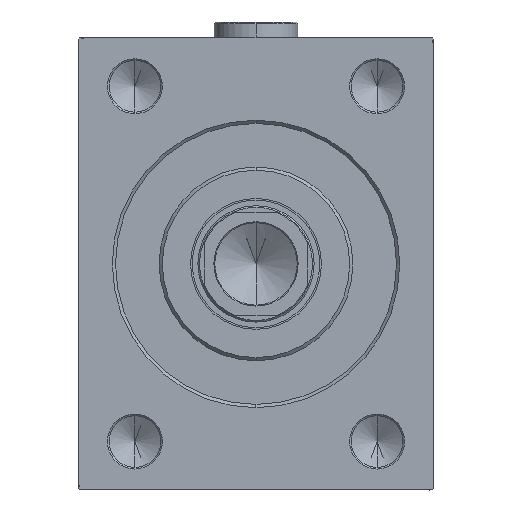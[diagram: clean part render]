
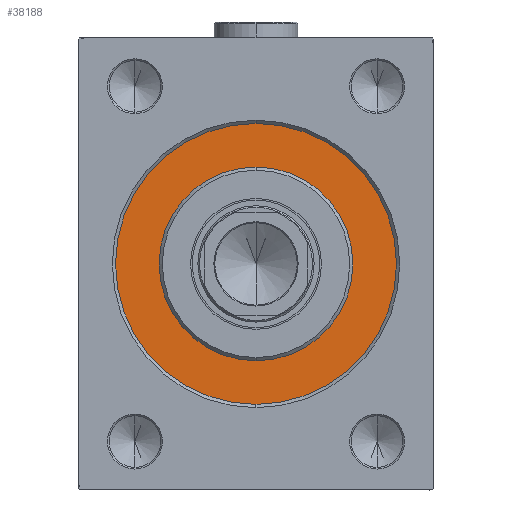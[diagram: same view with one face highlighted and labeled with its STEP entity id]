
A CAD part, left-side view. The second image highlights one B-rep face of the part: STEP entity #38188.
In plain terms, the highlighted face is planar.
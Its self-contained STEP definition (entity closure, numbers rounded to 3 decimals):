
#925 = CIRCLE ( 'NONE', #26655, 43.5 ) ;
#2512 = DIRECTION ( 'NONE',  ( 0., 0., 1. ) ) ;
#2778 = AXIS2_PLACEMENT_3D ( 'NONE', #8760, #34031, #2512 ) ;
#3023 = PLANE ( 'NONE',  #13659 ) ;
#4556 = VERTEX_POINT ( 'NONE', #8271 ) ;
#7169 = ORIENTED_EDGE ( 'NONE', *, *, #18246, .F. ) ;
#8271 = CARTESIAN_POINT ( 'NONE',  ( 0., 0., -30. ) ) ;
#8289 = VERTEX_POINT ( 'NONE', #32438 ) ;
#8760 = CARTESIAN_POINT ( 'NONE',  ( 0., 0., 0. ) ) ;
#9329 = CARTESIAN_POINT ( 'NONE',  ( 0., 0., 0. ) ) ;
#11231 = EDGE_LOOP ( 'NONE', ( #7169, #41477 ) ) ;
#11356 = EDGE_CURVE ( 'NONE', #4556, #8289, #34770, .T. ) ;
#11787 = EDGE_CURVE ( 'NONE', #40008, #40187, #925, .T. ) ;
#12167 = CARTESIAN_POINT ( 'NONE',  ( 0., 0., 43.5 ) ) ;
#12728 = AXIS2_PLACEMENT_3D ( 'NONE', #26409, #33999, #40443 ) ;
#13659 = AXIS2_PLACEMENT_3D ( 'NONE', #45113, #34547, #27407 ) ;
#18246 = EDGE_CURVE ( 'NONE', #8289, #4556, #44384, .T. ) ;
#19435 = AXIS2_PLACEMENT_3D ( 'NONE', #9329, #22652, #29776 ) ;
#20362 = CARTESIAN_POINT ( 'NONE',  ( 0., 0., 0. ) ) ;
#22652 = DIRECTION ( 'NONE',  ( 1., 0., 0. ) ) ;
#26409 = CARTESIAN_POINT ( 'NONE',  ( 0., 0., 0. ) ) ;
#26655 = AXIS2_PLACEMENT_3D ( 'NONE', #20362, #28158, #38960 ) ;
#26968 = EDGE_LOOP ( 'NONE', ( #38678, #35897 ) ) ;
#27045 = CIRCLE ( 'NONE', #2778, 43.5 ) ;
#27407 = DIRECTION ( 'NONE',  ( 0., 0., 1. ) ) ;
#28158 = DIRECTION ( 'NONE',  ( -1., 0., 0. ) ) ;
#28160 = EDGE_CURVE ( 'NONE', #40187, #40008, #27045, .T. ) ;
#29397 = CARTESIAN_POINT ( 'NONE',  ( 0., 0., -43.5 ) ) ;
#29776 = DIRECTION ( 'NONE',  ( 0., 0., -1. ) ) ;
#31538 = FACE_OUTER_BOUND ( 'NONE', #26968, .T. ) ;
#32438 = CARTESIAN_POINT ( 'NONE',  ( 0., 0., 30. ) ) ;
#33999 = DIRECTION ( 'NONE',  ( 1., 0., 0. ) ) ;
#34031 = DIRECTION ( 'NONE',  ( -1., 0., 0. ) ) ;
#34547 = DIRECTION ( 'NONE',  ( -1., 0., 0. ) ) ;
#34770 = CIRCLE ( 'NONE', #12728, 30. ) ;
#35897 = ORIENTED_EDGE ( 'NONE', *, *, #28160, .F. ) ;
#38188 = ADVANCED_FACE ( 'NONE', ( #38656, #31538 ), #3023, .F. ) ;
#38656 = FACE_BOUND ( 'NONE', #11231, .T. ) ;
#38678 = ORIENTED_EDGE ( 'NONE', *, *, #11787, .F. ) ;
#38960 = DIRECTION ( 'NONE',  ( 0., 0., 1. ) ) ;
#40008 = VERTEX_POINT ( 'NONE', #29397 ) ;
#40187 = VERTEX_POINT ( 'NONE', #12167 ) ;
#40443 = DIRECTION ( 'NONE',  ( 0., 0., -1. ) ) ;
#41477 = ORIENTED_EDGE ( 'NONE', *, *, #11356, .F. ) ;
#44384 = CIRCLE ( 'NONE', #19435, 30. ) ;
#45113 = CARTESIAN_POINT ( 'NONE',  ( 0., 0., 0. ) ) ;
